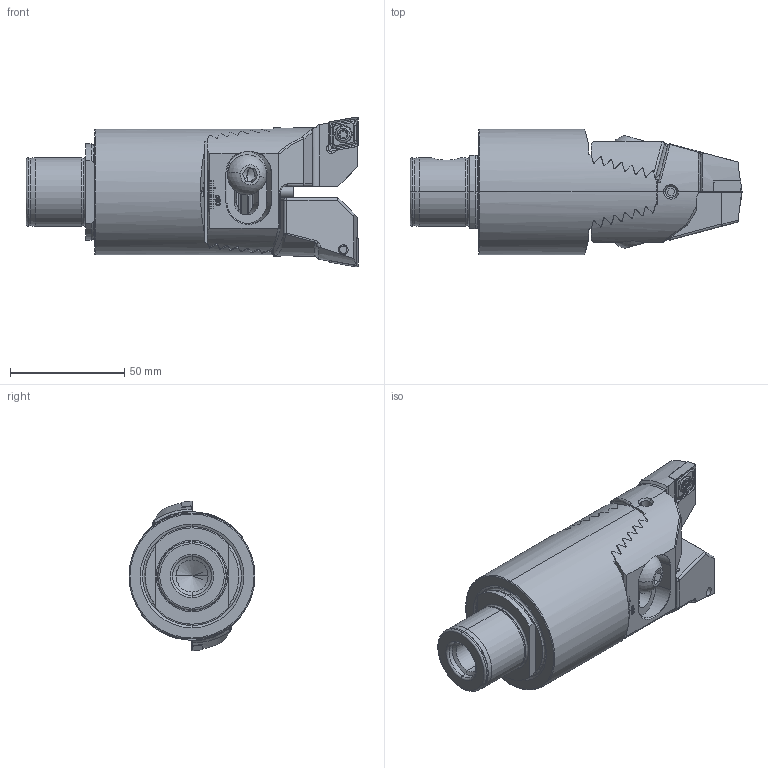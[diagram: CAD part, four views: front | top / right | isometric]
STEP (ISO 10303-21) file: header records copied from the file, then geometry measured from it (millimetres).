
FILE_DESCRIPTION (( 'STEP AP203' ), '1' );
FILE_NAME ('142.550.000.STEP', '2019-01-23T07:25:12', ( 'SWIAdmin' ), ( 'Hewlett-Packard Company' ), 'SwSTEP 2.0', 'SolidWorks 2017', '' );
FILE_SCHEMA (( 'CONFIG_CONTROL_DESIGN' ));
Length unit declared in the file: millimetre
Products named in the file (11): CCMT120404; 142.550.000; Z55-ER3.001.020; Z55-WCC.001.037; Z55-ER1.002.025_A; MB5-Z55.K21.115_A; Z55-ER1.003.025_A_gespannt; Z55-xxx.001.037_C; Z55-ER1.001.025; WCC-ER2.001.010_A; Z42-ER2.001.019_A
Assembly tree (15 placements, depth 3):
  142.550.000
    MB5-Z55.K21.115_A
    Z55-WCC.001.037
      Z55-xxx.001.037_C  x2
      WCC-ER2.001.010_A  x2
      CCMT120404  x2
      Z55-ER3.001.020  x2
    Z55-ER1.001.025  x2
      Z55-ER1.002.025_A
      Z55-ER1.003.025_A_gespannt
    Z42-ER2.001.019_A
Bounding box: 145 x 55 x 65.5 mm (x, y, z)
Volume: 223832.5 mm3; surface area: 53154.1 mm2
Topology: 14 solids, 14 shells, 1024 faces, 2664 edges, 1656 vertices
Faces by surface type: plane 490, cylinder 223, cone 123, bspline 122, torus 50, sphere 16
Entity records: 24241 total; most frequent: CARTESIAN_POINT 8477, ORIENTED_EDGE 3330, DIRECTION 2683, EDGE_CURVE 1665, VERTEX_POINT 1049, AXIS2_PLACEMENT_3D 959, LINE 765, VECTOR 765
